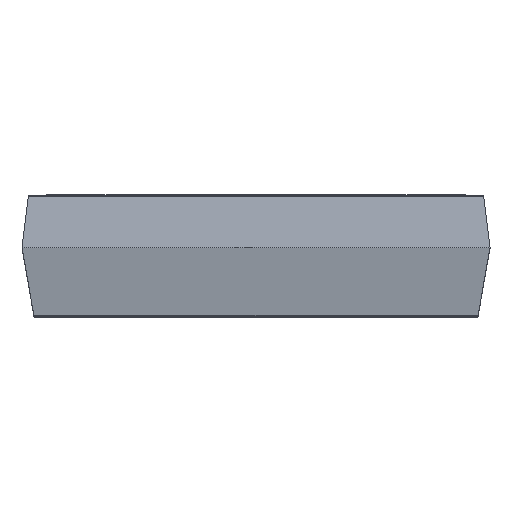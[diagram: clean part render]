
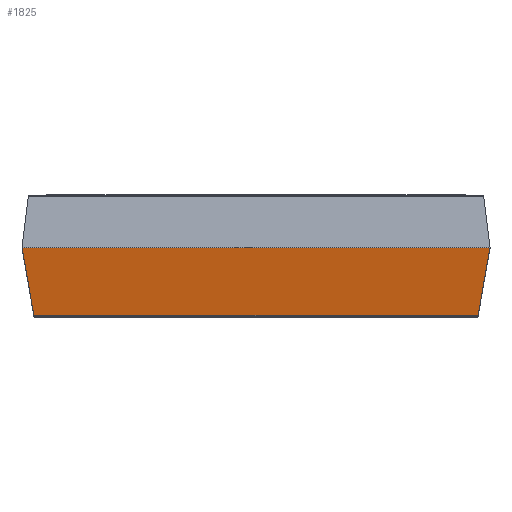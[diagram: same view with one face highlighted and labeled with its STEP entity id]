
A CAD part, top view. The second image highlights one B-rep face of the part: STEP entity #1825.
In plain terms, the highlighted free-form (B-spline) face has degree [1, 1] with [2, 2] control points.
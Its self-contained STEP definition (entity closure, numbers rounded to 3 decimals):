
#1792 = EDGE_CURVE('',#1793,#1795,#1797,.T.);
#1793 = VERTEX_POINT('',#1794);
#1794 = CARTESIAN_POINT('',(7.798,-2.091,
    20.423));
#1795 = VERTEX_POINT('',#1796);
#1796 = CARTESIAN_POINT('',(8.216,0.281,
    20.841));
#1797 = B_SPLINE_CURVE_WITH_KNOTS('',1,(#1798,#1799),.UNSPECIFIED.,.F.,
  .F.,(2,2),(-1.296,1.754),.PIECEWISE_BEZIER_KNOTS.);
#1798 = CARTESIAN_POINT('',(7.798,-2.091,
    20.423));
#1799 = CARTESIAN_POINT('',(8.216,0.281,
    20.841));
#1825 = ADVANCED_FACE('',(#1826),#1848,.F.);
#1826 = FACE_BOUND('',#1827,.T.);
#1827 = EDGE_LOOP('',(#1828,#1837,#1842,#1843));
#1828 = ORIENTED_EDGE('',*,*,#1829,.F.);
#1829 = EDGE_CURVE('',#1830,#1832,#1834,.T.);
#1830 = VERTEX_POINT('',#1831);
#1831 = CARTESIAN_POINT('',(-7.798,-2.091,
    20.423));
#1832 = VERTEX_POINT('',#1833);
#1833 = CARTESIAN_POINT('',(-8.216,0.281,
    20.841));
#1834 = B_SPLINE_CURVE_WITH_KNOTS('',1,(#1835,#1836),.UNSPECIFIED.,.F.,
  .F.,(2,2),(-1.296,1.754),.PIECEWISE_BEZIER_KNOTS.);
#1835 = CARTESIAN_POINT('',(-7.798,-2.091,
    20.423));
#1836 = CARTESIAN_POINT('',(-8.216,0.281,
    20.841));
#1837 = ORIENTED_EDGE('',*,*,#1838,.T.);
#1838 = EDGE_CURVE('',#1830,#1793,#1839,.T.);
#1839 = B_SPLINE_CURVE_WITH_KNOTS('',1,(#1840,#1841),.UNSPECIFIED.,.F.,
  .F.,(2,2),(-19.449,0.007),
  .PIECEWISE_BEZIER_KNOTS.);
#1840 = CARTESIAN_POINT('',(-7.798,-2.091,
    20.423));
#1841 = CARTESIAN_POINT('',(7.798,-2.091,
    20.423));
#1842 = ORIENTED_EDGE('',*,*,#1792,.T.);
#1843 = ORIENTED_EDGE('',*,*,#1844,.F.);
#1844 = EDGE_CURVE('',#1832,#1795,#1845,.T.);
#1845 = B_SPLINE_CURVE_WITH_KNOTS('',1,(#1846,#1847),.UNSPECIFIED.,.F.,
  .F.,(2,2),(-10.25,10.25),.PIECEWISE_BEZIER_KNOTS.);
#1846 = CARTESIAN_POINT('',(-8.216,0.281,
    20.841));
#1847 = CARTESIAN_POINT('',(8.216,0.281,
    20.841));
#1848 = B_SPLINE_SURFACE_WITH_KNOTS('',1,1,(
    (#1849,#1850)
    ,(#1851,#1852
  )),.UNSPECIFIED.,.F.,.F.,.F.,(2,2),(2,2),(-10.25,10.25),(
    0.,3.004),.PIECEWISE_BEZIER_KNOTS.);
#1849 = CARTESIAN_POINT('',(-8.216,0.281,
    20.841));
#1850 = CARTESIAN_POINT('',(-8.216,-2.091,
    20.423));
#1851 = CARTESIAN_POINT('',(8.216,0.281,
    20.841));
#1852 = CARTESIAN_POINT('',(8.216,-2.091,
    20.423));
